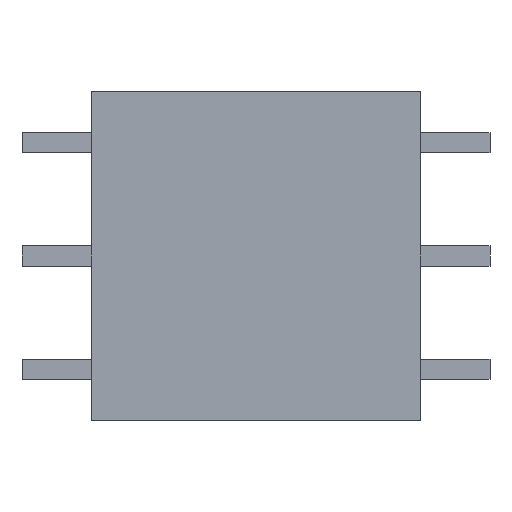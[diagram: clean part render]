
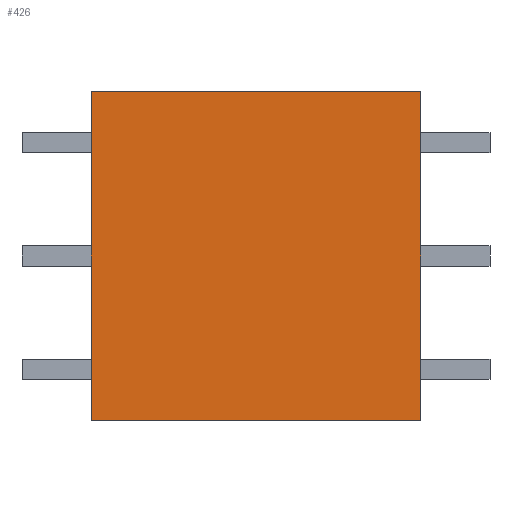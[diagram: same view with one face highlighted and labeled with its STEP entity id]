
A CAD part, front view. The second image highlights one B-rep face of the part: STEP entity #426.
In plain terms, the highlighted planar face has unit normal (0, -1, 0).
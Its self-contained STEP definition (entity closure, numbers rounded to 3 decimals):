
#39 = CARTESIAN_POINT ( 'NONE',  ( -3.7, 0., -3.7 ) ) ;
#40 = DIRECTION ( 'NONE',  ( 0., 0., 1. ) ) ;
#44 = LINE ( 'NONE', #39, #816 ) ;
#64 = DIRECTION ( 'NONE',  ( 0., 0., 1. ) ) ;
#134 = LINE ( 'NONE', #135, #830 ) ;
#135 = CARTESIAN_POINT ( 'NONE',  ( -3.7, 0., -3.7 ) ) ;
#186 = EDGE_CURVE ( 'NONE', #1821, #1099, #1690, .T. ) ;
#198 = EDGE_CURVE ( 'NONE', #1099, #1093, #1983, .T. ) ;
#199 = EDGE_CURVE ( 'NONE', #1793, #1055, #1956, .T. ) ;
#202 = EDGE_CURVE ( 'NONE', #1055, #1053, #1966, .T. ) ;
#205 = EDGE_CURVE ( 'NONE', #1805, #1793, #1970, .T. ) ;
#206 = EDGE_CURVE ( 'NONE', #1092, #1823, #1987, .T. ) ;
#219 = EDGE_CURVE ( 'NONE', #1826, #1816, #1607, .T. ) ;
#221 = EDGE_CURVE ( 'NONE', #1007, #1803, #1615, .T. ) ;
#222 = EDGE_CURVE ( 'NONE', #1094, #1820, #1617, .T. ) ;
#239 = EDGE_CURVE ( 'NONE', #1823, #1805, #1585, .T. ) ;
#240 = EDGE_CURVE ( 'NONE', #1093, #1810, #1582, .T. ) ;
#244 = EDGE_CURVE ( 'NONE', #1810, #1092, #2016, .T. ) ;
#320 = EDGE_CURVE ( 'NONE', #1820, #1826, #2290, .T. ) ;
#336 = EDGE_CURVE ( 'NONE', #1053, #1007, #44, .T. ) ;
#349 = EDGE_CURVE ( 'NONE', #1816, #1821, #134, .T. ) ;
#418 = EDGE_CURVE ( 'NONE', #1803, #1094, #475, .T. ) ;
#426 = ADVANCED_FACE ( 'NONE', ( #2477 ), #628, .F. ) ;
#475 = LINE ( 'NONE', #537, #2458 ) ;
#487 = DIRECTION ( 'NONE',  ( 0., 0., 1. ) ) ;
#537 = CARTESIAN_POINT ( 'NONE',  ( -3.7, 0., -3.7 ) ) ;
#625 = DIRECTION ( 'NONE',  ( 0., 0., 1. ) ) ;
#626 = DIRECTION ( 'NONE',  ( 0., 1., 0. ) ) ;
#627 = CARTESIAN_POINT ( 'NONE',  ( 0., 0., 0. ) ) ;
#628 = PLANE ( 'NONE',  #2490 ) ;
#816 = VECTOR ( 'NONE', #40, 1000. ) ;
#830 = VECTOR ( 'NONE', #64, 1000. ) ;
#920 = VECTOR ( 'NONE', #2276, 1000. ) ;
#932 = VECTOR ( 'NONE', #2029, 1000. ) ;
#1007 = VERTEX_POINT ( 'NONE', #2314 ) ;
#1053 = VERTEX_POINT ( 'NONE', #2313 ) ;
#1055 = VERTEX_POINT ( 'NONE', #2354 ) ;
#1092 = VERTEX_POINT ( 'NONE', #2338 ) ;
#1093 = VERTEX_POINT ( 'NONE', #2337 ) ;
#1094 = VERTEX_POINT ( 'NONE', #2336 ) ;
#1099 = VERTEX_POINT ( 'NONE', #2331 ) ;
#1107 = ORIENTED_EDGE ( 'NONE', *, *, #418, .F. ) ;
#1122 = ORIENTED_EDGE ( 'NONE', *, *, #320, .F. ) ;
#1137 = ORIENTED_EDGE ( 'NONE', *, *, #206, .F. ) ;
#1139 = ORIENTED_EDGE ( 'NONE', *, *, #244, .F. ) ;
#1142 = ORIENTED_EDGE ( 'NONE', *, *, #186, .F. ) ;
#1146 = ORIENTED_EDGE ( 'NONE', *, *, #198, .F. ) ;
#1175 = ORIENTED_EDGE ( 'NONE', *, *, #349, .F. ) ;
#1184 = ORIENTED_EDGE ( 'NONE', *, *, #240, .F. ) ;
#1200 = ORIENTED_EDGE ( 'NONE', *, *, #222, .F. ) ;
#1202 = ORIENTED_EDGE ( 'NONE', *, *, #221, .F. ) ;
#1205 = ORIENTED_EDGE ( 'NONE', *, *, #219, .F. ) ;
#1439 = VECTOR ( 'NONE', #1959, 1000. ) ;
#1502 = ORIENTED_EDGE ( 'NONE', *, *, #202, .F. ) ;
#1512 = ORIENTED_EDGE ( 'NONE', *, *, #336, .F. ) ;
#1524 = ORIENTED_EDGE ( 'NONE', *, *, #199, .F. ) ;
#1538 = ORIENTED_EDGE ( 'NONE', *, *, #205, .F. ) ;
#1543 = ORIENTED_EDGE ( 'NONE', *, *, #239, .F. ) ;
#1581 = CARTESIAN_POINT ( 'NONE',  ( 3.7, 0., -3.7 ) ) ;
#1582 = LINE ( 'NONE', #1581, #1773 ) ;
#1583 = DIRECTION ( 'NONE',  ( 0., 0., -1. ) ) ;
#1584 = CARTESIAN_POINT ( 'NONE',  ( 3.7, 0., -3.7 ) ) ;
#1585 = LINE ( 'NONE', #1584, #1649 ) ;
#1586 = DIRECTION ( 'NONE',  ( 0., 0., -1. ) ) ;
#1604 = DIRECTION ( 'NONE',  ( 0., 0., 1. ) ) ;
#1607 = LINE ( 'NONE', #1609, #1735 ) ;
#1609 = CARTESIAN_POINT ( 'NONE',  ( -3.7, 0., -3.7 ) ) ;
#1612 = DIRECTION ( 'NONE',  ( 0., 0., 1. ) ) ;
#1614 = CARTESIAN_POINT ( 'NONE',  ( -3.7, 0., -3.7 ) ) ;
#1615 = LINE ( 'NONE', #1614, #1738 ) ;
#1616 = DIRECTION ( 'NONE',  ( 0., 0., 1. ) ) ;
#1617 = LINE ( 'NONE', #1641, #1747 ) ;
#1641 = CARTESIAN_POINT ( 'NONE',  ( -3.7, 0., -3.7 ) ) ;
#1649 = VECTOR ( 'NONE', #1586, 1000. ) ;
#1659 = DIRECTION ( 'NONE',  ( 1., 0., 0. ) ) ;
#1690 = LINE ( 'NONE', #1691, #1757 ) ;
#1691 = CARTESIAN_POINT ( 'NONE',  ( -3.7, 0., 3.7 ) ) ;
#1722 = VECTOR ( 'NONE', #1968, 1000. ) ;
#1724 = VECTOR ( 'NONE', #1990, 1000. ) ;
#1725 = VECTOR ( 'NONE', #1975, 1000. ) ;
#1735 = VECTOR ( 'NONE', #1604, 1000. ) ;
#1738 = VECTOR ( 'NONE', #1612, 1000. ) ;
#1747 = VECTOR ( 'NONE', #1616, 1000. ) ;
#1748 = VECTOR ( 'NONE', #1982, 1000. ) ;
#1757 = VECTOR ( 'NONE', #1659, 1000. ) ;
#1773 = VECTOR ( 'NONE', #1583, 1000. ) ;
#1790 = EDGE_LOOP ( 'NONE', ( #1512, #1502, #1524, #1538, #1543, #1137, #1139, #1184, #1146, #1142, #1175, #1205, #1122, #1200, #1107, #1202 ) ) ;
#1793 = VERTEX_POINT ( 'NONE', #2390 ) ;
#1803 = VERTEX_POINT ( 'NONE', #2409 ) ;
#1805 = VERTEX_POINT ( 'NONE', #2407 ) ;
#1810 = VERTEX_POINT ( 'NONE', #2388 ) ;
#1816 = VERTEX_POINT ( 'NONE', #2382 ) ;
#1820 = VERTEX_POINT ( 'NONE', #2378 ) ;
#1821 = VERTEX_POINT ( 'NONE', #2377 ) ;
#1823 = VERTEX_POINT ( 'NONE', #2375 ) ;
#1826 = VERTEX_POINT ( 'NONE', #2372 ) ;
#1953 = CARTESIAN_POINT ( 'NONE',  ( 3.7, 0., -3.7 ) ) ;
#1956 = LINE ( 'NONE', #1953, #1748 ) ;
#1959 = DIRECTION ( 'NONE',  ( 0., 0., -1. ) ) ;
#1962 = CARTESIAN_POINT ( 'NONE',  ( 3.7, 0., -3.7 ) ) ;
#1965 = CARTESIAN_POINT ( 'NONE',  ( -3.7, 0., -3.7 ) ) ;
#1966 = LINE ( 'NONE', #1965, #1725 ) ;
#1968 = DIRECTION ( 'NONE',  ( 0., 0., -1. ) ) ;
#1969 = CARTESIAN_POINT ( 'NONE',  ( 3.7, 0., -3.7 ) ) ;
#1970 = LINE ( 'NONE', #1969, #1722 ) ;
#1975 = DIRECTION ( 'NONE',  ( -1., 0., 0. ) ) ;
#1981 = CARTESIAN_POINT ( 'NONE',  ( 3.7, 0., -3.7 ) ) ;
#1982 = DIRECTION ( 'NONE',  ( 0., 0., -1. ) ) ;
#1983 = LINE ( 'NONE', #1981, #1439 ) ;
#1987 = LINE ( 'NONE', #1962, #1724 ) ;
#1990 = DIRECTION ( 'NONE',  ( 0., 0., -1. ) ) ;
#2016 = LINE ( 'NONE', #2027, #932 ) ;
#2027 = CARTESIAN_POINT ( 'NONE',  ( 3.7, 0., -3.7 ) ) ;
#2029 = DIRECTION ( 'NONE',  ( 0., 0., -1. ) ) ;
#2276 = DIRECTION ( 'NONE',  ( 0., 0., 1. ) ) ;
#2290 = LINE ( 'NONE', #2291, #920 ) ;
#2291 = CARTESIAN_POINT ( 'NONE',  ( -3.7, 0., -3.7 ) ) ;
#2313 = CARTESIAN_POINT ( 'NONE',  ( -3.7, 0., -3.7 ) ) ;
#2314 = CARTESIAN_POINT ( 'NONE',  ( -3.7, 0., -2.765 ) ) ;
#2331 = CARTESIAN_POINT ( 'NONE',  ( 3.7, 0., 3.7 ) ) ;
#2336 = CARTESIAN_POINT ( 'NONE',  ( -3.7, 0., -0.225 ) ) ;
#2337 = CARTESIAN_POINT ( 'NONE',  ( 3.7, 0., 2.765 ) ) ;
#2338 = CARTESIAN_POINT ( 'NONE',  ( 3.7, 0., 0.225 ) ) ;
#2354 = CARTESIAN_POINT ( 'NONE',  ( 3.7, 0., -3.7 ) ) ;
#2372 = CARTESIAN_POINT ( 'NONE',  ( -3.7, 0., 2.315 ) ) ;
#2375 = CARTESIAN_POINT ( 'NONE',  ( 3.7, 0., -0.225 ) ) ;
#2377 = CARTESIAN_POINT ( 'NONE',  ( -3.7, 0., 3.7 ) ) ;
#2378 = CARTESIAN_POINT ( 'NONE',  ( -3.7, 0., 0.225 ) ) ;
#2382 = CARTESIAN_POINT ( 'NONE',  ( -3.7, 0., 2.765 ) ) ;
#2388 = CARTESIAN_POINT ( 'NONE',  ( 3.7, 0., 2.315 ) ) ;
#2390 = CARTESIAN_POINT ( 'NONE',  ( 3.7, 0., -2.765 ) ) ;
#2407 = CARTESIAN_POINT ( 'NONE',  ( 3.7, 0., -2.315 ) ) ;
#2409 = CARTESIAN_POINT ( 'NONE',  ( -3.7, 0., -2.315 ) ) ;
#2458 = VECTOR ( 'NONE', #487, 1000. ) ;
#2477 = FACE_OUTER_BOUND ( 'NONE', #1790, .T. ) ;
#2490 = AXIS2_PLACEMENT_3D ( 'NONE', #627, #626, #625 ) ;
